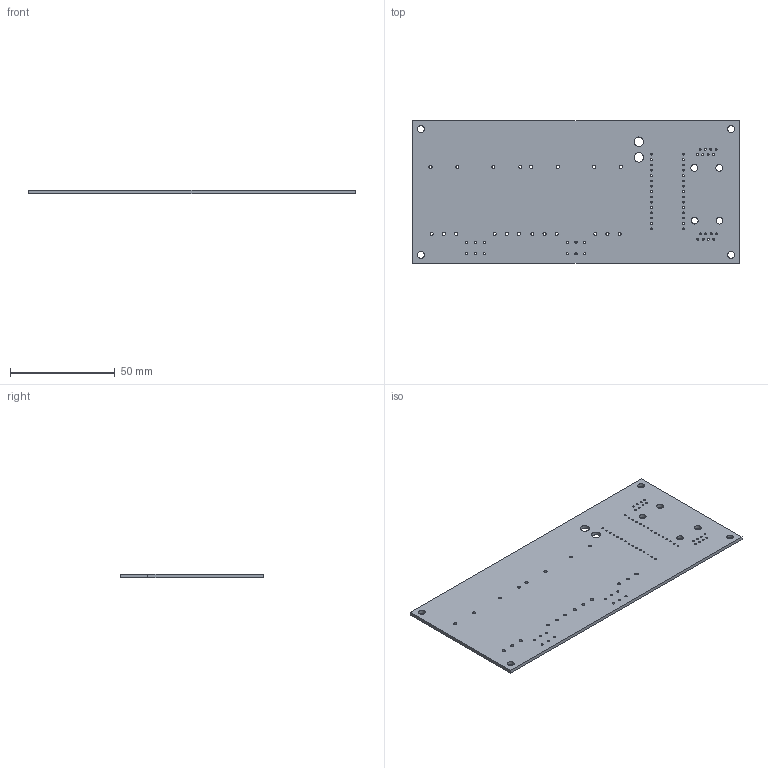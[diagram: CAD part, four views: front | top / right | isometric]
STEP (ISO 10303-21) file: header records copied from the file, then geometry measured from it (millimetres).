
FILE_DESCRIPTION(('FreeCAD Model'),'2;1');
FILE_NAME('ESC-Board.step', '2019-01-03T22:09:15',('Author'),(''), 'Open CASCADE STEP processor 7.2','FreeCAD','Unknown');
FILE_SCHEMA(('AUTOMOTIVE_DESIGN { 1 0 10303 214 1 1 1 1 }'));
Length unit declared in the file: millimetre
Products named in the file (1): Pcb
Bounding box: 156 x 68 x 1.6 mm (x, y, z)
Volume: 16703.1 mm3; surface area: 22179 mm2
Topology: 1 solids, 1 shells, 95 faces, 279 edges, 186 vertices
Faces by surface type: cylinder 88, plane 7
Full cylindrical faces by diameter (mm): 0.8 x30, 0.9 x16, 1.07 x12, 1.5 x20, 3.2 x4, 3.25 x4, 4.5 x2
Entity records: 3642 total; most frequent: DIRECTION 647, CARTESIAN_POINT 561, ORIENTED_EDGE 558, EDGE_CURVE 279, AXIS2_PLACEMENT_3D 272, FACE_BOUND 271, EDGE_LOOP 271, VERTEX_POINT 186
